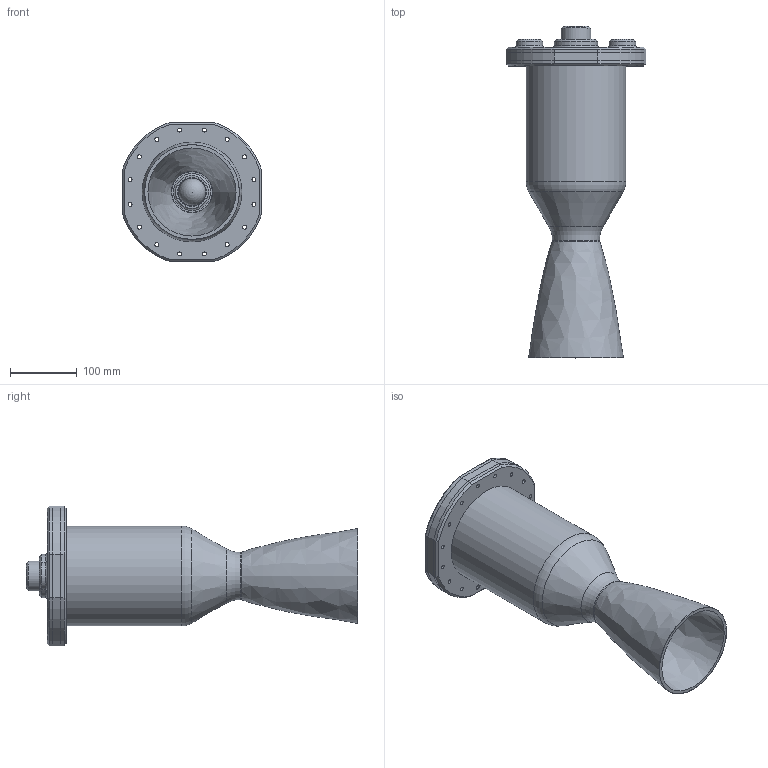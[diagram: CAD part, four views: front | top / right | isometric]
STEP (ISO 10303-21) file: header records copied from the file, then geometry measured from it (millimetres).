
FILE_DESCRIPTION(/* description */ (''),/* implementation_level */ '2;1');
FILE_NAME(/* name */ 'Liquid rocket engine v8.step',/* time_stamp */ '2021-11-13T18:44:06-06:00',/* author */ (''),/* organization */ (''),/* preprocessor_version */ 'ST-DEVELOPER v18.1',/* originating_system */ 'Autodesk Translation Framework v10.10.0.1391',/* authorisation */ '');
FILE_SCHEMA (('AUTOMOTIVE_DESIGN { 1 0 10303 214 3 1 1 }'));
Length unit declared in the file: millimetre
Products named in the file (1): Liquid rocket engine
Bounding box: 210 x 498.93 x 210 mm (x, y, z)
Volume: 1796555.7 mm3; surface area: 600108.4 mm2
Topology: 4 solids, 4 shells, 276 faces, 942 edges, 683 vertices
Faces by surface type: cylinder 182, plane 39, cone 25, bspline 16, torus 13, sphere 1
Full cylindrical faces by diameter (mm): 1.5 x100, 6 x48, 12.7 x3, 15.519 x2, 16.573 x1, 32.956 x1, 36.956 x1, 36.996 x1, 40 x2, 40.956 x1, 43.606 x1, 45 x1, 49.606 x1, 65 x1, 140 x1, 150 x1, 160 x2, 166 x2
Entity records: 17914 total; most frequent: CARTESIAN_POINT 9646, ORIENTED_EDGE 1880, DIRECTION 1281, EDGE_CURVE 940, VERTEX_POINT 683, EDGE_LOOP 593, AXIS2_PLACEMENT_3D 516, B_SPLINE_CURVE_WITH_KNOTS 435
